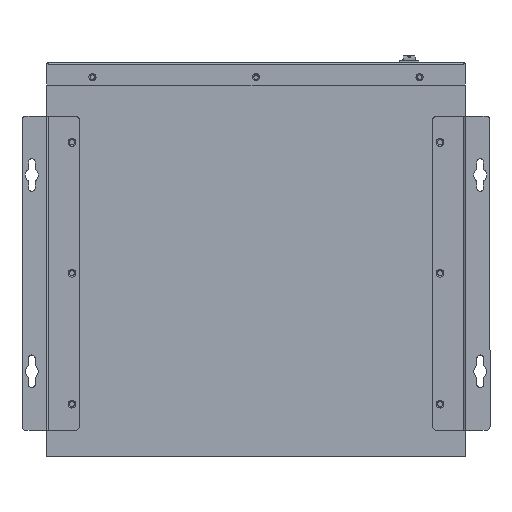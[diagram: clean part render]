
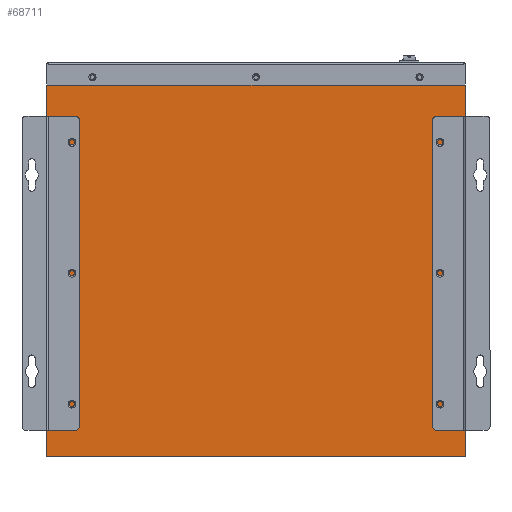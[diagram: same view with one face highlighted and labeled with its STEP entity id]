
A CAD part, front view. The second image highlights one B-rep face of the part: STEP entity #68711.
In plain terms, the highlighted planar face has unit normal (0, -1, 0).
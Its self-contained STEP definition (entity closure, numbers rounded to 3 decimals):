
#1216 = VECTOR ( 'NONE', #37539, 1000. ) ;
#1725 = VECTOR ( 'NONE', #5486, 1000. ) ;
#2909 = AXIS2_PLACEMENT_3D ( 'NONE', #51085, #44650, #26965 ) ;
#4993 = ORIENTED_EDGE ( 'NONE', *, *, #41622, .F. ) ;
#5486 = DIRECTION ( 'NONE',  ( -1., 0., 0. ) ) ;
#6836 = LINE ( 'NONE', #49058, #1216 ) ;
#8780 = CARTESIAN_POINT ( 'NONE',  ( 160., -66., -17. ) ) ;
#10768 = DIRECTION ( 'NONE',  ( 0., 0., 1. ) ) ;
#11178 = CARTESIAN_POINT ( 'NONE',  ( 160., -66., -300.8 ) ) ;
#11624 = VECTOR ( 'NONE', #10768, 1000. ) ;
#11948 = LINE ( 'NONE', #11178, #1725 ) ;
#13386 = ORIENTED_EDGE ( 'NONE', *, *, #52659, .F. ) ;
#16219 = ORIENTED_EDGE ( 'NONE', *, *, #55353, .T. ) ;
#18901 = LINE ( 'NONE', #28163, #11624 ) ;
#20096 = FACE_OUTER_BOUND ( 'NONE', #66409, .T. ) ;
#26965 = DIRECTION ( 'NONE',  ( 0., 0., 1. ) ) ;
#27776 = VECTOR ( 'NONE', #76059, 1000. ) ;
#28163 = CARTESIAN_POINT ( 'NONE',  ( -160., -66., -300.8 ) ) ;
#28625 = ORIENTED_EDGE ( 'NONE', *, *, #63498, .T. ) ;
#37539 = DIRECTION ( 'NONE',  ( 0., 0., 1. ) ) ;
#39720 = VERTEX_POINT ( 'NONE', #58417 ) ;
#40049 = CARTESIAN_POINT ( 'NONE',  ( -160., -66., -300.8 ) ) ;
#41622 = EDGE_CURVE ( 'NONE', #72789, #60762, #18901, .T. ) ;
#44650 = DIRECTION ( 'NONE',  ( 0., 1., 0. ) ) ;
#45151 = PLANE ( 'NONE',  #2909 ) ;
#49058 = CARTESIAN_POINT ( 'NONE',  ( 160., -66., -300.8 ) ) ;
#51085 = CARTESIAN_POINT ( 'NONE',  ( 160., -66., -300.8 ) ) ;
#52659 = EDGE_CURVE ( 'NONE', #39720, #72789, #11948, .T. ) ;
#54391 = LINE ( 'NONE', #69908, #27776 ) ;
#55353 = EDGE_CURVE ( 'NONE', #39720, #66866, #6836, .T. ) ;
#58417 = CARTESIAN_POINT ( 'NONE',  ( 160., -66., -300.8 ) ) ;
#59673 = CARTESIAN_POINT ( 'NONE',  ( -160., -66., -17. ) ) ;
#60762 = VERTEX_POINT ( 'NONE', #59673 ) ;
#63498 = EDGE_CURVE ( 'NONE', #66866, #60762, #54391, .T. ) ;
#66409 = EDGE_LOOP ( 'NONE', ( #28625, #4993, #13386, #16219 ) ) ;
#66866 = VERTEX_POINT ( 'NONE', #8780 ) ;
#68711 = ADVANCED_FACE ( 'NONE', ( #20096 ), #45151, .F. ) ;
#69908 = CARTESIAN_POINT ( 'NONE',  ( 160., -66., -17. ) ) ;
#72789 = VERTEX_POINT ( 'NONE', #40049 ) ;
#76059 = DIRECTION ( 'NONE',  ( -1., 0., 0. ) ) ;
